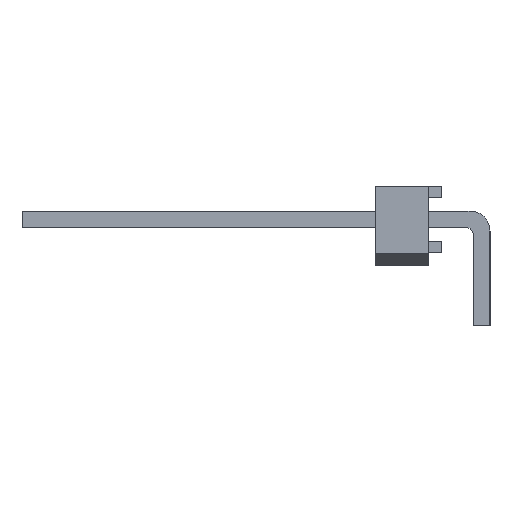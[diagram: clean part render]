
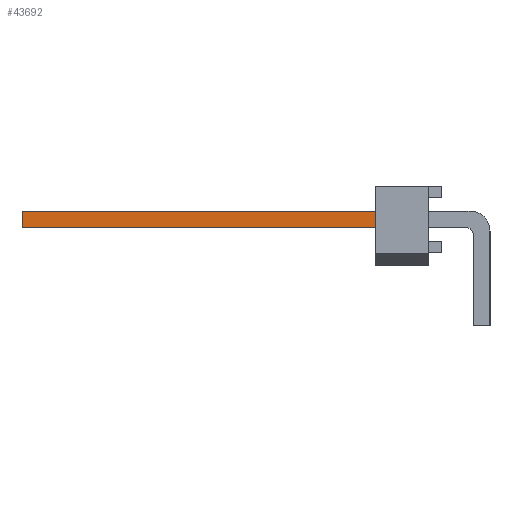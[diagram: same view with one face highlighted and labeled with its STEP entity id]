
A CAD part, left-side view. The second image highlights one B-rep face of the part: STEP entity #43692.
In plain terms, the highlighted face is planar.
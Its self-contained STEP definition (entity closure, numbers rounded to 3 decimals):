
#41869 = VERTEX_POINT('',#41870);
#41870 = CARTESIAN_POINT('',(35.878,17.526,-0.318));
#41876 = EDGE_CURVE('',#41877,#41869,#41879,.T.);
#41877 = VERTEX_POINT('',#41878);
#41878 = CARTESIAN_POINT('',(35.878,2.921,-0.318));
#41879 = LINE('',#41880,#41881);
#41880 = CARTESIAN_POINT('',(35.878,0.445,-0.318));
#41881 = VECTOR('',#41882,1.);
#41882 = DIRECTION('',(0.,1.,0.));
#43029 = VERTEX_POINT('',#43030);
#43030 = CARTESIAN_POINT('',(35.878,2.921,0.318));
#43036 = EDGE_CURVE('',#43037,#43029,#43039,.T.);
#43037 = VERTEX_POINT('',#43038);
#43038 = CARTESIAN_POINT('',(35.878,17.526,0.318));
#43039 = LINE('',#43040,#43041);
#43040 = CARTESIAN_POINT('',(35.878,17.526,0.318));
#43041 = VECTOR('',#43042,1.);
#43042 = DIRECTION('',(0.,-1.,0.));
#43681 = EDGE_CURVE('',#41869,#43037,#43682,.T.);
#43682 = LINE('',#43683,#43684);
#43683 = CARTESIAN_POINT('',(35.878,17.526,-0.318));
#43684 = VECTOR('',#43685,1.);
#43685 = DIRECTION('',(0.,0.,1.));
#43692 = ADVANCED_FACE('',(#43693),#43704,.T.);
#43693 = FACE_BOUND('',#43694,.T.);
#43694 = EDGE_LOOP('',(#43695,#43696,#43702,#43703));
#43695 = ORIENTED_EDGE('',*,*,#43036,.T.);
#43696 = ORIENTED_EDGE('',*,*,#43697,.T.);
#43697 = EDGE_CURVE('',#43029,#41877,#43698,.T.);
#43698 = LINE('',#43699,#43700);
#43699 = CARTESIAN_POINT('',(35.878,2.921,0.445));
#43700 = VECTOR('',#43701,1.);
#43701 = DIRECTION('',(0.,0.,-1.));
#43702 = ORIENTED_EDGE('',*,*,#41876,.T.);
#43703 = ORIENTED_EDGE('',*,*,#43681,.T.);
#43704 = PLANE('',#43705);
#43705 = AXIS2_PLACEMENT_3D('',#43706,#43707,#43708);
#43706 = CARTESIAN_POINT('',(35.878,0.445,0.445));
#43707 = DIRECTION('',(1.,0.,0.));
#43708 = DIRECTION('',(0.,0.,-1.));
